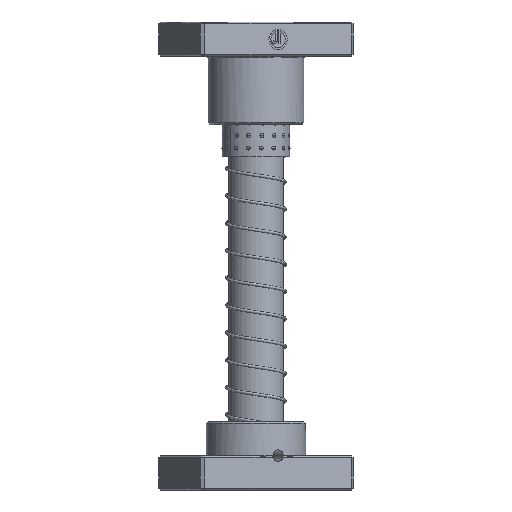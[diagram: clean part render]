
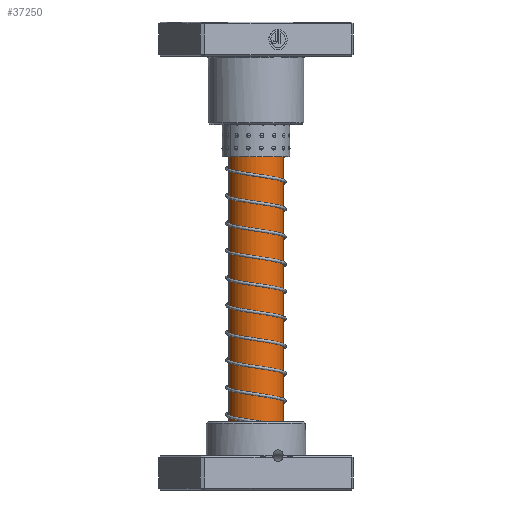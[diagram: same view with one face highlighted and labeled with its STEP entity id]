
A CAD part, front view. The second image highlights one B-rep face of the part: STEP entity #37250.
In plain terms, the highlighted cylindrical face has radius 16 mm (diameter 32 mm), a partial arc.
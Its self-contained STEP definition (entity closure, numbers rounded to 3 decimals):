
#997 = CARTESIAN_POINT ( 'NONE',  ( -16., 0., 24. ) ) ;
#1419 = DIRECTION ( 'NONE',  ( -1., 0., 0. ) ) ;
#2673 = VERTEX_POINT ( 'NONE', #11438 ) ;
#2677 = EDGE_LOOP ( 'NONE', ( #27154, #14007, #46555, #36248 ) ) ;
#4534 = CYLINDRICAL_SURFACE ( 'NONE', #28519, 16. ) ;
#7576 = CIRCLE ( 'NONE', #10570, 16. ) ;
#10570 = AXIS2_PLACEMENT_3D ( 'NONE', #32768, #11089, #36411 ) ;
#11089 = DIRECTION ( 'NONE',  ( 0., 0., -1. ) ) ;
#11438 = CARTESIAN_POINT ( 'NONE',  ( -16., 0., 237.5 ) ) ;
#12085 = CARTESIAN_POINT ( 'NONE',  ( 0., 0., 24. ) ) ;
#12327 = LINE ( 'NONE', #46173, #20800 ) ;
#14007 = ORIENTED_EDGE ( 'NONE', *, *, #17710, .T. ) ;
#14390 = EDGE_CURVE ( 'NONE', #37261, #43544, #37519, .T. ) ;
#15706 = DIRECTION ( 'NONE',  ( -1., 0., 0. ) ) ;
#17710 = EDGE_CURVE ( 'NONE', #37261, #2673, #7576, .T. ) ;
#18258 = VECTOR ( 'NONE', #26072, 1000. ) ;
#20800 = VECTOR ( 'NONE', #28195, 1000. ) ;
#23434 = EDGE_CURVE ( 'NONE', #43544, #43039, #40274, .T. ) ;
#23557 = AXIS2_PLACEMENT_3D ( 'NONE', #12085, #37383, #15706 ) ;
#23813 = FACE_OUTER_BOUND ( 'NONE', #2677, .T. ) ;
#26072 = DIRECTION ( 'NONE',  ( 0., 0., -1. ) ) ;
#26783 = DIRECTION ( 'NONE',  ( 0., 0., -1. ) ) ;
#27154 = ORIENTED_EDGE ( 'NONE', *, *, #14390, .F. ) ;
#28195 = DIRECTION ( 'NONE',  ( 0., 0., -1. ) ) ;
#28519 = AXIS2_PLACEMENT_3D ( 'NONE', #33909, #26783, #1419 ) ;
#30111 = EDGE_CURVE ( 'NONE', #2673, #43039, #12327, .T. ) ;
#32768 = CARTESIAN_POINT ( 'NONE',  ( 0., 0., 237.5 ) ) ;
#33909 = CARTESIAN_POINT ( 'NONE',  ( 0., 0., 240. ) ) ;
#36248 = ORIENTED_EDGE ( 'NONE', *, *, #23434, .F. ) ;
#36411 = DIRECTION ( 'NONE',  ( 1., 0., 0. ) ) ;
#37250 = ADVANCED_FACE ( 'NONE', ( #23813 ), #4534, .T. ) ;
#37261 = VERTEX_POINT ( 'NONE', #37719 ) ;
#37383 = DIRECTION ( 'NONE',  ( 0., 0., -1. ) ) ;
#37519 = LINE ( 'NONE', #44064, #18258 ) ;
#37719 = CARTESIAN_POINT ( 'NONE',  ( 16., 0., 237.5 ) ) ;
#38896 = CARTESIAN_POINT ( 'NONE',  ( 16., 0., 24. ) ) ;
#40274 = CIRCLE ( 'NONE', #23557, 16. ) ;
#43039 = VERTEX_POINT ( 'NONE', #997 ) ;
#43544 = VERTEX_POINT ( 'NONE', #38896 ) ;
#44064 = CARTESIAN_POINT ( 'NONE',  ( 16., 0., 240. ) ) ;
#46173 = CARTESIAN_POINT ( 'NONE',  ( -16., 0., 240. ) ) ;
#46555 = ORIENTED_EDGE ( 'NONE', *, *, #30111, .T. ) ;
